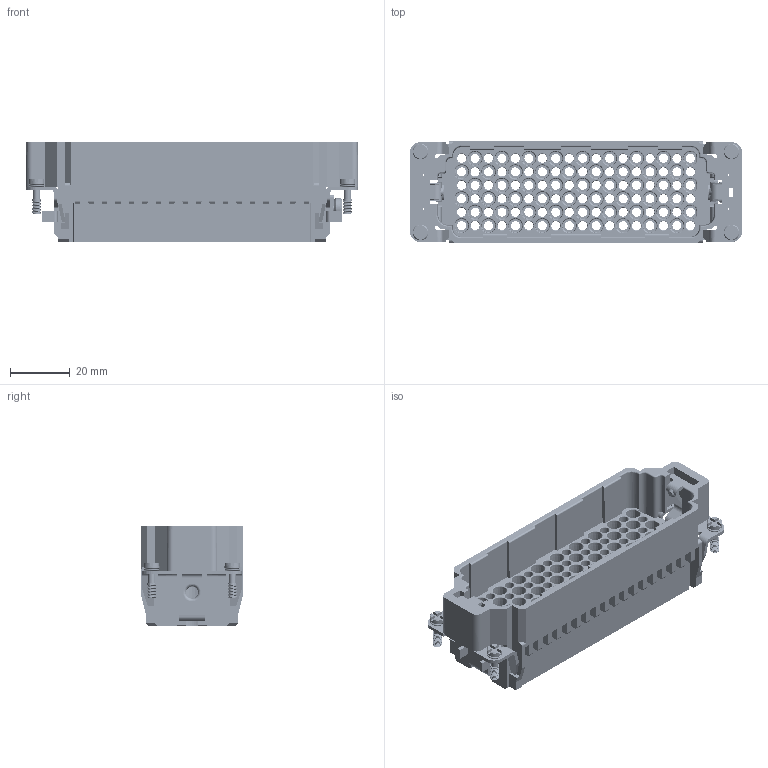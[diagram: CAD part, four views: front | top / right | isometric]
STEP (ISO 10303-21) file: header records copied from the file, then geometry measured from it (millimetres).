
FILE_DESCRIPTION(/* description */ (''),/* implementation_level */ '2;1');
FILE_NAME(/* name */ 'HDD-108-MC.stp',/* time_stamp */ '2023-09-18T12:36:38+08:00',/* author */ (''),/* organization */ (''),/* preprocessor_version */ 'ST-DEVELOPER v16',/* originating_system */ 'SIEMENS PLM Software NX 10.0',/* authorisation */ '');
FILE_SCHEMA (('AUTOMOTIVE_DESIGN { 1 0 10303 214 3 1 1 1 }'));
Products named in the file (1): Admi16F8F3C4ysll
Bounding box: 111 x 33.9 x 33.6 mm (x, y, z)
Surface area: 47300.5 mm2 (no closed solid volume)
Topology: 0 solids, 1 shells, 2132 faces, 5378 edges, 3623 vertices
Faces by surface type: plane 1190, cylinder 671, torus 170, cone 79, bspline 22
Full cylindrical faces by diameter (mm): 2.4 x4, 2.433 x2, 2.5 x4, 2.853 x2, 3 x148, 3.1 x108, 3.4 x108, 3.8 x108, 4 x2, 5.3 x4, 6.4 x2, 7 x1
Entity records: 70344 total; most frequent: CARTESIAN_POINT 23089, DIRECTION 9818, ORIENTED_EDGE 8526, EDGE_CURVE 4263, AXIS2_PLACEMENT_3D 3669, EDGE_LOOP 3403, VERTEX_POINT 3214, LINE 2480
